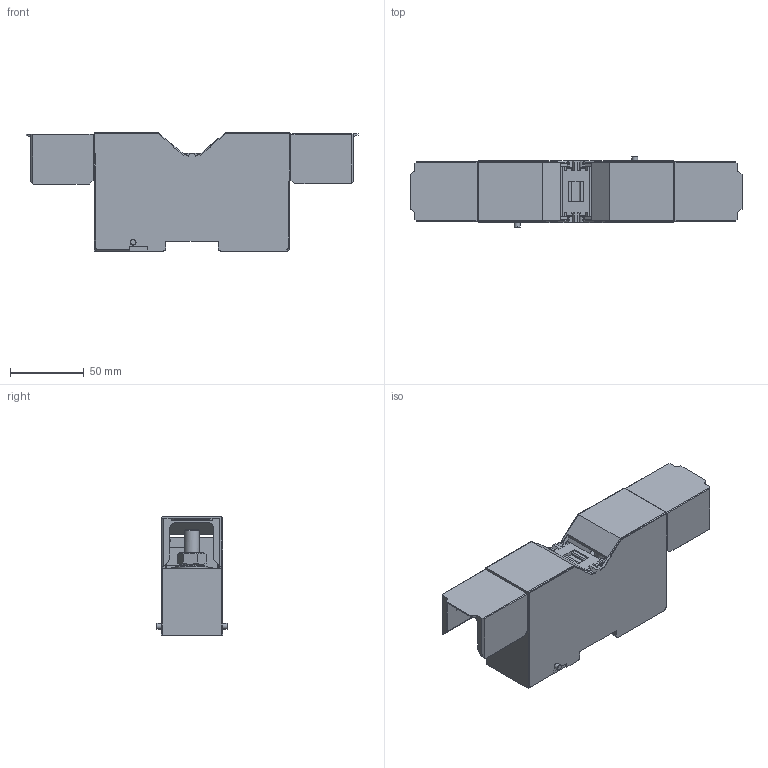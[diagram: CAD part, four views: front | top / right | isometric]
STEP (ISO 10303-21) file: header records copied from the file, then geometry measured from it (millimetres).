
FILE_DESCRIPTION(/* description */ ('Unknown'),/* implementation_level */ '2;1');
FILE_NAME(/* name */ 'SPT120XL_SOLID',/* time_stamp */ '2024-09-27T11:28:57+06:00',/* author */ ('Unknown'),/* organization */ ('Unknown'),/* preprocessor_version */ 'ST-DEVELOPER v16.7',/* originating_system */ 'Solid Edge',/* authorisation */ 'Unknown');
FILE_SCHEMA (('AUTOMOTIVE_DESIGN {1 0 10303 214 3 1 1}'));
Length unit declared in the file: millimetre
Products named in the file (1): SPT120XL_SOLID
Bounding box: 225.73 x 48 x 80.3 mm (x, y, z)
Volume: 312324 mm3; surface area: 88259.2 mm2
Topology: 1 solids, 20 shells, 1236 faces, 3521 edges, 2334 vertices
Faces by surface type: plane 1056, cylinder 156, cone 16, torus 8
Full cylindrical faces by diameter (mm): 1.8 x4, 2.1 x4, 4 x2, 9 x4, 10 x4, 11 x2, 11.3 x2, 11.8 x2, 13 x2, 22 x2
Entity records: 48445 total; most frequent: CARTESIAN_POINT 7876, ORIENTED_EDGE 6896, DIRECTION 6237, EDGE_CURVE 3448, LINE 2591, VECTOR 2591, VERTEX_POINT 2307, AXIS2_PLACEMENT_3D 1823
